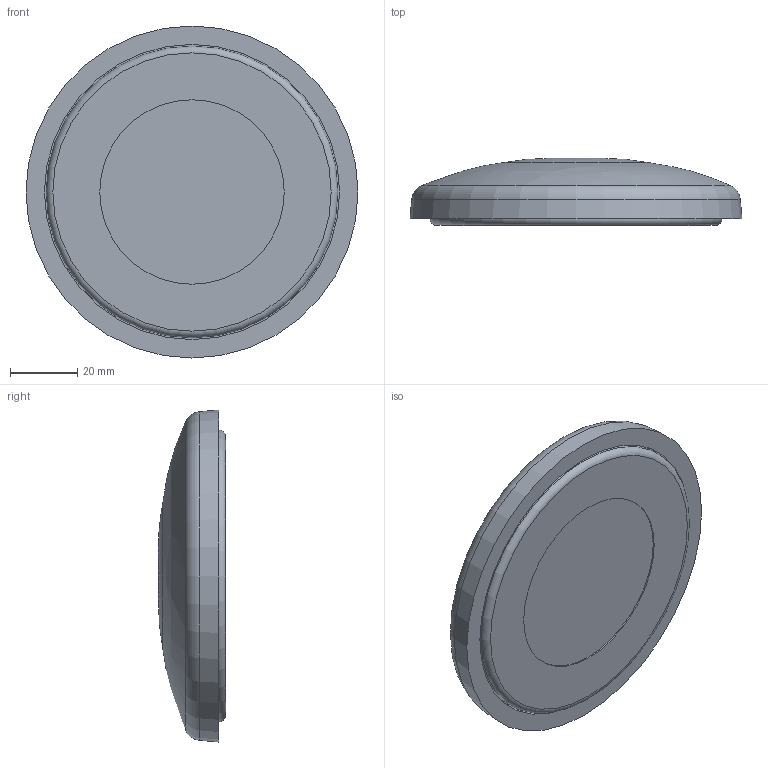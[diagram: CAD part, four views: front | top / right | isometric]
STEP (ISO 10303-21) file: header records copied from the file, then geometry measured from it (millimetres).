
FILE_DESCRIPTION(/* description */ ('STEP AP214'),/* implementation_level */ '2;1');
FILE_NAME(/* name */ '1011904.stp',/* time_stamp */ '2024-06-13T10:35:53+02:00',/* author */ ('Bo'),/* organization */ ('CADENAS'),/* preprocessor_version */ 'ST-DEVELOPER v20',/* originating_system */ 'Autodesk Inventor 2025',/* authorisation */ ' ');
FILE_SCHEMA (('AUTOMOTIVE_DESIGN { 1 0 10303 214 3 1 1 }'));
Length unit declared in the file: millimetre
Products named in the file (1): 1011904
Bounding box: 99 x 20 x 99 mm (x, y, z)
Volume: 113061.3 mm3; surface area: 21905.1 mm2
Topology: 1 solids, 2 shells, 20 faces, 35 edges, 22 vertices
Faces by surface type: plane 7, cylinder 5, cone 3, torus 2, bspline 2, sphere 1
Full cylindrical faces by diameter (mm): 14.8 x1, 15 x1, 55 x1, 87 x1, 88 x1
Entity records: 620 total; most frequent: CARTESIAN_POINT 129, DIRECTION 98, ORIENTED_EDGE 68, AXIS2_PLACEMENT_3D 45, EDGE_CURVE 34, EDGE_LOOP 26, CIRCLE 26, VERTEX_POINT 22
